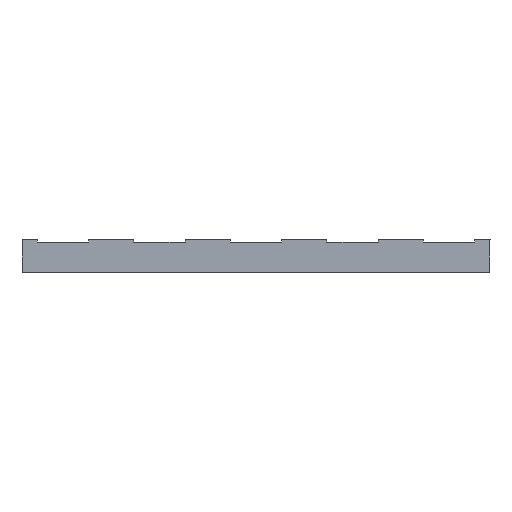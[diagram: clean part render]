
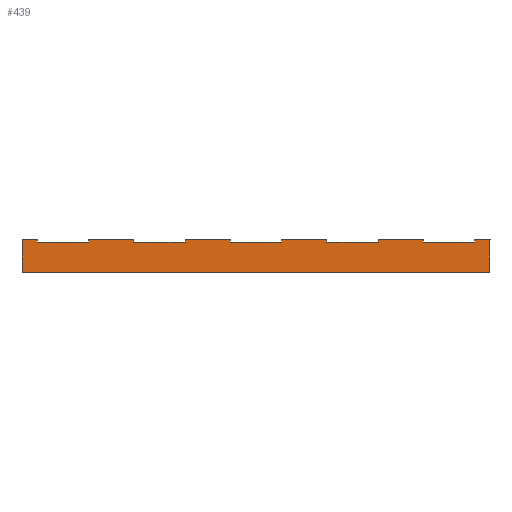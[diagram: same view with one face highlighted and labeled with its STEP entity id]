
A CAD part, left-side view. The second image highlights one B-rep face of the part: STEP entity #439.
In plain terms, the highlighted planar face has unit normal (-1, 0, 0).
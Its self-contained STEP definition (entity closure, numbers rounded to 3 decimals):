
#243=AXIS2_PLACEMENT_3D('Plane Axis2P3D',#240,#241,#242) ;
#240=CARTESIAN_POINT('Axis2P3D Location',(0.,21.8,1.5)) ;
#245=CARTESIAN_POINT('Line Origine',(0.,3.1,1.45)) ;
#249=CARTESIAN_POINT('Vertex',(0.,3.1,1.4)) ;
#251=CARTESIAN_POINT('Vertex',(0.,3.1,1.5)) ;
#254=CARTESIAN_POINT('Line Origine',(0.,4.15,1.5)) ;
#258=CARTESIAN_POINT('Vertex',(0.,5.2,1.5)) ;
#261=CARTESIAN_POINT('Line Origine',(0.,5.2,1.45)) ;
#265=CARTESIAN_POINT('Vertex',(0.,5.2,1.4)) ;
#268=CARTESIAN_POINT('Line Origine',(0.,6.4,1.4)) ;
#272=CARTESIAN_POINT('Vertex',(0.,7.6,1.4)) ;
#275=CARTESIAN_POINT('Line Origine',(0.,7.6,1.45)) ;
#279=CARTESIAN_POINT('Vertex',(0.,7.6,1.5)) ;
#282=CARTESIAN_POINT('Line Origine',(0.,8.65,1.5)) ;
#286=CARTESIAN_POINT('Vertex',(0.,9.7,1.5)) ;
#289=CARTESIAN_POINT('Line Origine',(0.,9.7,1.45)) ;
#293=CARTESIAN_POINT('Vertex',(0.,9.7,1.4)) ;
#296=CARTESIAN_POINT('Line Origine',(0.,10.9,1.4)) ;
#300=CARTESIAN_POINT('Vertex',(0.,12.1,1.4)) ;
#303=CARTESIAN_POINT('Line Origine',(0.,12.1,1.45)) ;
#307=CARTESIAN_POINT('Vertex',(0.,12.1,1.5)) ;
#310=CARTESIAN_POINT('Line Origine',(0.,13.15,1.5)) ;
#314=CARTESIAN_POINT('Vertex',(0.,14.2,1.5)) ;
#317=CARTESIAN_POINT('Line Origine',(0.,14.2,1.45)) ;
#321=CARTESIAN_POINT('Vertex',(0.,14.2,1.4)) ;
#324=CARTESIAN_POINT('Line Origine',(0.,15.4,1.4)) ;
#328=CARTESIAN_POINT('Vertex',(0.,16.6,1.4)) ;
#331=CARTESIAN_POINT('Line Origine',(0.,16.6,1.45)) ;
#335=CARTESIAN_POINT('Vertex',(0.,16.6,1.5)) ;
#338=CARTESIAN_POINT('Line Origine',(0.,17.65,1.5)) ;
#342=CARTESIAN_POINT('Vertex',(0.,18.7,1.5)) ;
#345=CARTESIAN_POINT('Line Origine',(0.,18.7,1.45)) ;
#349=CARTESIAN_POINT('Vertex',(0.,18.7,1.4)) ;
#352=CARTESIAN_POINT('Line Origine',(0.,19.9,1.4)) ;
#356=CARTESIAN_POINT('Vertex',(0.,21.1,1.4)) ;
#359=CARTESIAN_POINT('Line Origine',(0.,21.1,1.45)) ;
#363=CARTESIAN_POINT('Vertex',(0.,21.1,1.5)) ;
#366=CARTESIAN_POINT('Line Origine',(0.,21.45,1.5)) ;
#370=CARTESIAN_POINT('Vertex',(0.,21.8,1.5)) ;
#373=CARTESIAN_POINT('Line Origine',(0.,21.8,0.75)) ;
#377=CARTESIAN_POINT('Vertex',(0.,21.8,0.)) ;
#380=CARTESIAN_POINT('Line Origine',(0.,10.9,0.)) ;
#384=CARTESIAN_POINT('Vertex',(0.,0.,0.)) ;
#387=CARTESIAN_POINT('Line Origine',(0.,0.,0.75)) ;
#391=CARTESIAN_POINT('Vertex',(0.,0.,1.5)) ;
#394=CARTESIAN_POINT('Line Origine',(0.,0.35,1.5)) ;
#398=CARTESIAN_POINT('Vertex',(0.,0.7,1.5)) ;
#401=CARTESIAN_POINT('Line Origine',(0.,0.7,1.45)) ;
#405=CARTESIAN_POINT('Vertex',(0.,0.7,1.4)) ;
#408=CARTESIAN_POINT('Line Origine',(0.,1.9,1.4)) ;
#241=DIRECTION('Axis2P3D Direction',(1.,0.,0.)) ;
#242=DIRECTION('Axis2P3D XDirection',(0.,-1.,0.)) ;
#246=DIRECTION('Vector Direction',(0.,0.,-1.)) ;
#255=DIRECTION('Vector Direction',(0.,-1.,0.)) ;
#262=DIRECTION('Vector Direction',(0.,0.,1.)) ;
#269=DIRECTION('Vector Direction',(0.,-1.,0.)) ;
#276=DIRECTION('Vector Direction',(0.,0.,-1.)) ;
#283=DIRECTION('Vector Direction',(0.,-1.,0.)) ;
#290=DIRECTION('Vector Direction',(0.,0.,1.)) ;
#297=DIRECTION('Vector Direction',(0.,-1.,0.)) ;
#304=DIRECTION('Vector Direction',(0.,0.,-1.)) ;
#311=DIRECTION('Vector Direction',(0.,-1.,0.)) ;
#318=DIRECTION('Vector Direction',(0.,0.,1.)) ;
#325=DIRECTION('Vector Direction',(0.,-1.,0.)) ;
#332=DIRECTION('Vector Direction',(0.,0.,-1.)) ;
#339=DIRECTION('Vector Direction',(0.,-1.,0.)) ;
#346=DIRECTION('Vector Direction',(0.,0.,1.)) ;
#353=DIRECTION('Vector Direction',(0.,-1.,0.)) ;
#360=DIRECTION('Vector Direction',(0.,0.,-1.)) ;
#367=DIRECTION('Vector Direction',(0.,-1.,0.)) ;
#374=DIRECTION('Vector Direction',(0.,0.,1.)) ;
#381=DIRECTION('Vector Direction',(0.,1.,0.)) ;
#388=DIRECTION('Vector Direction',(0.,0.,-1.)) ;
#395=DIRECTION('Vector Direction',(0.,-1.,0.)) ;
#402=DIRECTION('Vector Direction',(0.,0.,1.)) ;
#409=DIRECTION('Vector Direction',(0.,-1.,0.)) ;
#247=VECTOR('Line Direction',#246,1.) ;
#256=VECTOR('Line Direction',#255,1.) ;
#263=VECTOR('Line Direction',#262,1.) ;
#270=VECTOR('Line Direction',#269,1.) ;
#277=VECTOR('Line Direction',#276,1.) ;
#284=VECTOR('Line Direction',#283,1.) ;
#291=VECTOR('Line Direction',#290,1.) ;
#298=VECTOR('Line Direction',#297,1.) ;
#305=VECTOR('Line Direction',#304,1.) ;
#312=VECTOR('Line Direction',#311,1.) ;
#319=VECTOR('Line Direction',#318,1.) ;
#326=VECTOR('Line Direction',#325,1.) ;
#333=VECTOR('Line Direction',#332,1.) ;
#340=VECTOR('Line Direction',#339,1.) ;
#347=VECTOR('Line Direction',#346,1.) ;
#354=VECTOR('Line Direction',#353,1.) ;
#361=VECTOR('Line Direction',#360,1.) ;
#368=VECTOR('Line Direction',#367,1.) ;
#375=VECTOR('Line Direction',#374,1.) ;
#382=VECTOR('Line Direction',#381,1.) ;
#389=VECTOR('Line Direction',#388,1.) ;
#396=VECTOR('Line Direction',#395,1.) ;
#403=VECTOR('Line Direction',#402,1.) ;
#410=VECTOR('Line Direction',#409,1.) ;
#414=ORIENTED_EDGE('',*,*,#253,.T.) ;
#415=ORIENTED_EDGE('',*,*,#260,.T.) ;
#416=ORIENTED_EDGE('',*,*,#267,.T.) ;
#417=ORIENTED_EDGE('',*,*,#274,.T.) ;
#418=ORIENTED_EDGE('',*,*,#281,.T.) ;
#419=ORIENTED_EDGE('',*,*,#288,.T.) ;
#420=ORIENTED_EDGE('',*,*,#295,.T.) ;
#421=ORIENTED_EDGE('',*,*,#302,.T.) ;
#422=ORIENTED_EDGE('',*,*,#309,.T.) ;
#423=ORIENTED_EDGE('',*,*,#316,.T.) ;
#424=ORIENTED_EDGE('',*,*,#323,.T.) ;
#425=ORIENTED_EDGE('',*,*,#330,.T.) ;
#426=ORIENTED_EDGE('',*,*,#337,.T.) ;
#427=ORIENTED_EDGE('',*,*,#344,.T.) ;
#428=ORIENTED_EDGE('',*,*,#351,.T.) ;
#429=ORIENTED_EDGE('',*,*,#358,.T.) ;
#430=ORIENTED_EDGE('',*,*,#365,.T.) ;
#431=ORIENTED_EDGE('',*,*,#372,.T.) ;
#432=ORIENTED_EDGE('',*,*,#379,.T.) ;
#433=ORIENTED_EDGE('',*,*,#386,.T.) ;
#434=ORIENTED_EDGE('',*,*,#393,.T.) ;
#435=ORIENTED_EDGE('',*,*,#400,.T.) ;
#436=ORIENTED_EDGE('',*,*,#407,.T.) ;
#437=ORIENTED_EDGE('',*,*,#412,.T.) ;
#439=ADVANCED_FACE('PROFIL',(#438),#244,.F.) ;
#253=EDGE_CURVE('',#250,#252,#248,.F.) ;
#260=EDGE_CURVE('',#252,#259,#257,.F.) ;
#267=EDGE_CURVE('',#259,#266,#264,.F.) ;
#274=EDGE_CURVE('',#266,#273,#271,.F.) ;
#281=EDGE_CURVE('',#273,#280,#278,.F.) ;
#288=EDGE_CURVE('',#280,#287,#285,.F.) ;
#295=EDGE_CURVE('',#287,#294,#292,.F.) ;
#302=EDGE_CURVE('',#294,#301,#299,.F.) ;
#309=EDGE_CURVE('',#301,#308,#306,.F.) ;
#316=EDGE_CURVE('',#308,#315,#313,.F.) ;
#323=EDGE_CURVE('',#315,#322,#320,.F.) ;
#330=EDGE_CURVE('',#322,#329,#327,.F.) ;
#337=EDGE_CURVE('',#329,#336,#334,.F.) ;
#344=EDGE_CURVE('',#336,#343,#341,.F.) ;
#351=EDGE_CURVE('',#343,#350,#348,.F.) ;
#358=EDGE_CURVE('',#350,#357,#355,.F.) ;
#365=EDGE_CURVE('',#357,#364,#362,.F.) ;
#372=EDGE_CURVE('',#364,#371,#369,.F.) ;
#379=EDGE_CURVE('',#371,#378,#376,.F.) ;
#386=EDGE_CURVE('',#378,#385,#383,.F.) ;
#393=EDGE_CURVE('',#385,#392,#390,.F.) ;
#400=EDGE_CURVE('',#392,#399,#397,.F.) ;
#407=EDGE_CURVE('',#399,#406,#404,.F.) ;
#412=EDGE_CURVE('',#406,#250,#411,.F.) ;
#413=EDGE_LOOP('',(#414,#415,#416,#417,#418,#419,#420,#421,#422,#423,#424,#425,#426,#427,#428,#429,#430,#431,#432,#433,#434,#435,#436,#437)) ;
#438=FACE_OUTER_BOUND('',#413,.T.) ;
#248=LINE('Line',#245,#247) ;
#257=LINE('Line',#254,#256) ;
#264=LINE('Line',#261,#263) ;
#271=LINE('Line',#268,#270) ;
#278=LINE('Line',#275,#277) ;
#285=LINE('Line',#282,#284) ;
#292=LINE('Line',#289,#291) ;
#299=LINE('Line',#296,#298) ;
#306=LINE('Line',#303,#305) ;
#313=LINE('Line',#310,#312) ;
#320=LINE('Line',#317,#319) ;
#327=LINE('Line',#324,#326) ;
#334=LINE('Line',#331,#333) ;
#341=LINE('Line',#338,#340) ;
#348=LINE('Line',#345,#347) ;
#355=LINE('Line',#352,#354) ;
#362=LINE('Line',#359,#361) ;
#369=LINE('Line',#366,#368) ;
#376=LINE('Line',#373,#375) ;
#383=LINE('Line',#380,#382) ;
#390=LINE('Line',#387,#389) ;
#397=LINE('Line',#394,#396) ;
#404=LINE('Line',#401,#403) ;
#411=LINE('Line',#408,#410) ;
#244=PLANE('',#243) ;
#250=VERTEX_POINT('',#249) ;
#252=VERTEX_POINT('',#251) ;
#259=VERTEX_POINT('',#258) ;
#266=VERTEX_POINT('',#265) ;
#273=VERTEX_POINT('',#272) ;
#280=VERTEX_POINT('',#279) ;
#287=VERTEX_POINT('',#286) ;
#294=VERTEX_POINT('',#293) ;
#301=VERTEX_POINT('',#300) ;
#308=VERTEX_POINT('',#307) ;
#315=VERTEX_POINT('',#314) ;
#322=VERTEX_POINT('',#321) ;
#329=VERTEX_POINT('',#328) ;
#336=VERTEX_POINT('',#335) ;
#343=VERTEX_POINT('',#342) ;
#350=VERTEX_POINT('',#349) ;
#357=VERTEX_POINT('',#356) ;
#364=VERTEX_POINT('',#363) ;
#371=VERTEX_POINT('',#370) ;
#378=VERTEX_POINT('',#377) ;
#385=VERTEX_POINT('',#384) ;
#392=VERTEX_POINT('',#391) ;
#399=VERTEX_POINT('',#398) ;
#406=VERTEX_POINT('',#405) ;
